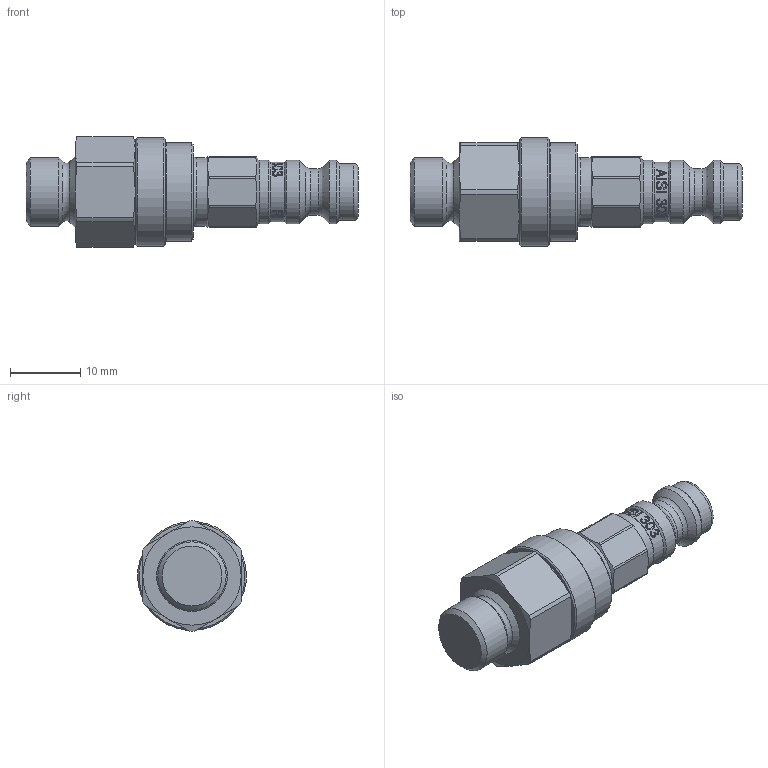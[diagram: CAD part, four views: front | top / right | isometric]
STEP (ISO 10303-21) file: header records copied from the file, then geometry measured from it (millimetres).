
FILE_DESCRIPTION(/* description */ (''),/* implementation_level */ '2;1');
FILE_NAME(/* name */ '21SBAW10RVX8.stp',/* time_stamp */ '2018-01-09T15:38:56+01:00',/* author */ ('KB393480'),/* organization */ (''),/* preprocessor_version */ 'ST-DEVELOPER v16.5',/* originating_system */ 'Autodesk Inventor 2017',/* authorisation */ '');
FILE_SCHEMA (('AUTOMOTIVE_DESIGN { 1 0 10303 214 3 1 1 }'));
Length unit declared in the file: millimetre
Products named in the file (4): 21SBAW10RVX8; GSA21W10RXX; SOX21SBXRXX8; DHX21XXXAXX_02
Assembly tree (3 placements, depth 2):
  21SBAW10RVX8
    GSA21W10RXX
    SOX21SBXRXX8
    DHX21XXXAXX_02
Bounding box: 47.3 x 15.47 x 15.8 mm (x, y, z)
Volume: 5370.9 mm3; surface area: 2946.5 mm2
Topology: 3 solids, 3 shells, 271 faces, 683 edges, 439 vertices
Faces by surface type: bspline 107, plane 75, cylinder 50, cone 33, torus 6
Full cylindrical faces by diameter (mm): 6.65 x1, 8.1 x1, 8.5 x1, 9 x3, 9.7 x1, 9.728 x1, 10.85 x1, 12 x1, 13.85 x1, 14 x4, 14.05 x1, 15.5 x1
Entity records: 10418 total; most frequent: CARTESIAN_POINT 4616, ORIENTED_EDGE 1268, DIRECTION 929, EDGE_CURVE 634, VERTEX_POINT 435, AXIS2_PLACEMENT_3D 348, EDGE_LOOP 339, FACE_OUTER_BOUND 271
